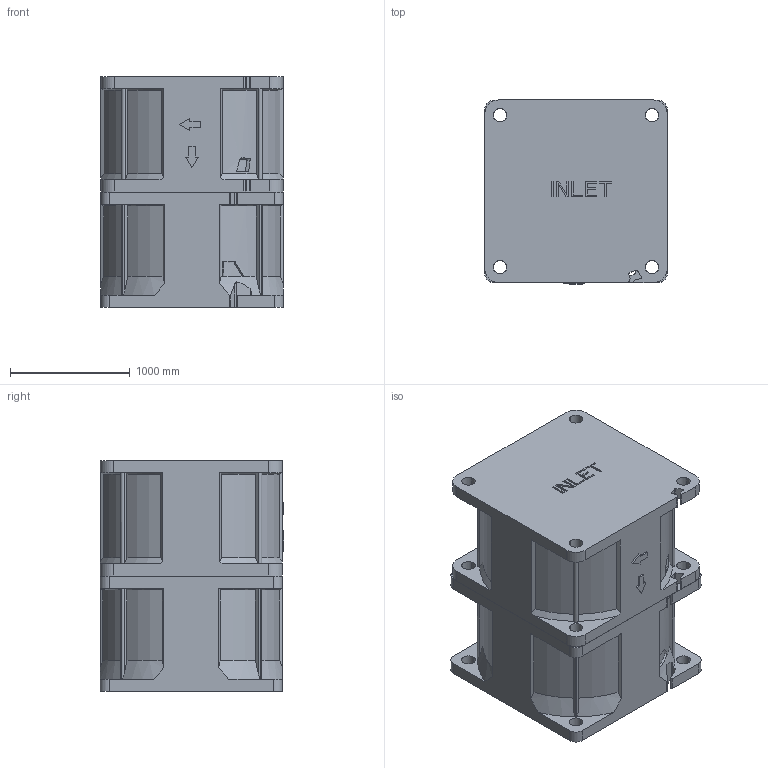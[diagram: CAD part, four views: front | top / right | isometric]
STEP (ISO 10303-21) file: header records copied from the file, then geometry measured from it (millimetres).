
FILE_DESCRIPTION((''),'2;1');
FILE_NAME('ASM0001_ASM','2017-04-05T',('yiliang.gong'),(''),'CREO PARAMETRIC BY PTC INC, 2015080','CREO PARAMETRIC BY PTC INC, 2015080','');
FILE_SCHEMA(('CONFIG_CONTROL_DESIGN'));
Length unit declared in the file: inch
Products named in the file (3): PRT0001_AF0; PRT0002_AF0; ASM0001_ASM
Assembly tree (2 placements, depth 2):
  ASM0001_ASM
    PRT0001_AF0
    PRT0002_AF0
Bounding box: 1524 x 1536.7 x 1930.4 mm (x, y, z)
Volume: 3827404818.3 mm3; surface area: 21598465.5 mm2
Topology: 2 solids, 3 shells, 411 faces, 1192 edges, 802 vertices
Faces by surface type: plane 270, cylinder 108, cone 33
Entity records: 14048 total; most frequent: CARTESIAN_POINT 3041, ORIENTED_EDGE 2384, DIRECTION 2140, EDGE_CURVE 1192, VECTOR 802, LINE 802, VERTEX_POINT 802, AXIS2_PLACEMENT_3D 669
